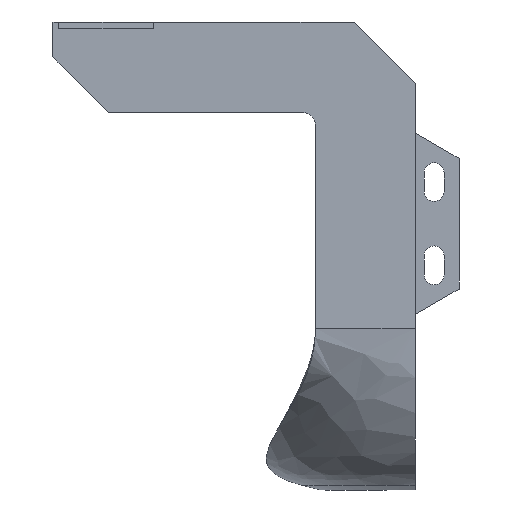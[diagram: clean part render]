
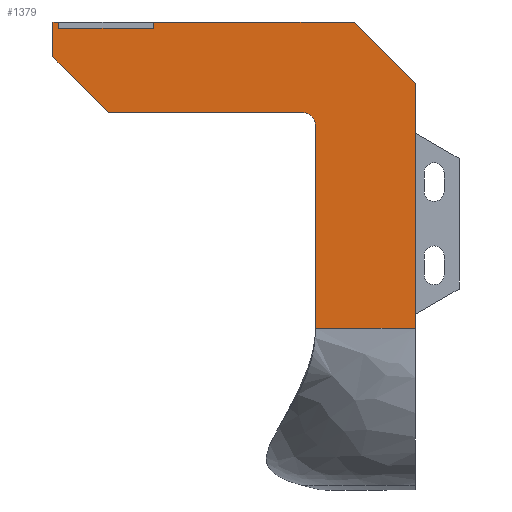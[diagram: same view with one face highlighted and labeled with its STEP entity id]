
A CAD part, left-side view. The second image highlights one B-rep face of the part: STEP entity #1379.
In plain terms, the highlighted planar face has unit normal (-1, 0, 0).
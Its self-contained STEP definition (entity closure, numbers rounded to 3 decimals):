
#67=CIRCLE('',#1459,2.);
#197=ORIENTED_EDGE('',*,*,#595,.F.);
#198=ORIENTED_EDGE('',*,*,#567,.T.);
#199=ORIENTED_EDGE('',*,*,#590,.T.);
#200=ORIENTED_EDGE('',*,*,#576,.F.);
#201=ORIENTED_EDGE('',*,*,#600,.T.);
#202=ORIENTED_EDGE('',*,*,#563,.T.);
#203=ORIENTED_EDGE('',*,*,#601,.T.);
#204=ORIENTED_EDGE('',*,*,#602,.T.);
#205=ORIENTED_EDGE('',*,*,#570,.F.);
#206=ORIENTED_EDGE('',*,*,#550,.F.);
#207=ORIENTED_EDGE('',*,*,#603,.T.);
#208=ORIENTED_EDGE('',*,*,#604,.F.);
#209=ORIENTED_EDGE('',*,*,#541,.F.);
#541=EDGE_CURVE('',#747,#748,#878,.T.);
#550=EDGE_CURVE('',#756,#757,#67,.T.);
#563=EDGE_CURVE('',#767,#766,#890,.T.);
#567=EDGE_CURVE('',#771,#770,#894,.T.);
#570=EDGE_CURVE('',#757,#773,#897,.T.);
#576=EDGE_CURVE('',#778,#779,#903,.T.);
#590=EDGE_CURVE('',#770,#779,#917,.T.);
#595=EDGE_CURVE('',#771,#747,#922,.T.);
#600=EDGE_CURVE('',#778,#767,#927,.T.);
#601=EDGE_CURVE('',#766,#796,#928,.T.);
#602=EDGE_CURVE('',#796,#773,#929,.T.);
#603=EDGE_CURVE('',#756,#797,#930,.T.);
#604=EDGE_CURVE('',#748,#797,#931,.T.);
#747=VERTEX_POINT('',#1977);
#748=VERTEX_POINT('',#1979);
#756=VERTEX_POINT('',#2002);
#757=VERTEX_POINT('',#2004);
#766=VERTEX_POINT('',#2028);
#767=VERTEX_POINT('',#2030);
#770=VERTEX_POINT('',#2036);
#771=VERTEX_POINT('',#2038);
#773=VERTEX_POINT('',#2044);
#778=VERTEX_POINT('',#2055);
#779=VERTEX_POINT('',#2057);
#796=VERTEX_POINT('',#2106);
#797=VERTEX_POINT('',#2109);
#878=LINE('',#1978,#1027);
#890=LINE('',#2029,#1039);
#894=LINE('',#2037,#1043);
#897=LINE('',#2043,#1046);
#903=LINE('',#2056,#1052);
#917=LINE('',#2084,#1066);
#922=LINE('',#2093,#1071);
#927=LINE('',#2104,#1076);
#928=LINE('',#2105,#1077);
#929=LINE('',#2107,#1078);
#930=LINE('',#2108,#1079);
#931=LINE('',#2110,#1080);
#1027=VECTOR('',#1598,1000.);
#1039=VECTOR('',#1634,1000.);
#1043=VECTOR('',#1638,1000.);
#1046=VECTOR('',#1643,1000.);
#1052=VECTOR('',#1651,1000.);
#1066=VECTOR('',#1671,1000.);
#1071=VECTOR('',#1680,1000.);
#1076=VECTOR('',#1689,1000.);
#1077=VECTOR('',#1690,1000.);
#1078=VECTOR('',#1691,1000.);
#1079=VECTOR('',#1692,1000.);
#1080=VECTOR('',#1693,1000.);
#1165=EDGE_LOOP('',(#197,#198,#199,#200,#201,#202,#203,#204,#205,#206,#207,
#208,#209));
#1248=FACE_BOUND('',#1165,.T.);
#1327=PLANE('',#1477);
#1379=ADVANCED_FACE('',(#1248),#1327,.T.);
#1459=AXIS2_PLACEMENT_3D('',#2003,#1608,#1609);
#1477=AXIS2_PLACEMENT_3D('',#2103,#1687,#1688);
#1598=DIRECTION('',(0.,0.,-1.));
#1608=DIRECTION('',(-1.,0.,0.));
#1609=DIRECTION('',(0.,-1.,0.));
#1634=DIRECTION('',(0.,1.,0.));
#1638=DIRECTION('',(0.,1.,0.));
#1643=DIRECTION('',(0.,1.,0.));
#1651=DIRECTION('',(0.,-1.,0.));
#1671=DIRECTION('',(0.,0.,-1.));
#1680=DIRECTION('',(0.,-0.707,-0.707));
#1687=DIRECTION('',(-1.,0.,0.));
#1688=DIRECTION('',(0.,-1.,0.));
#1689=DIRECTION('',(0.,0.,1.));
#1690=DIRECTION('',(0.,0.,-1.));
#1691=DIRECTION('',(0.,-0.707,-0.707));
#1692=DIRECTION('',(0.,0.,-1.));
#1693=DIRECTION('',(0.,1.,0.));
#1977=CARTESIAN_POINT('',(-31.,-22.,24.212));
#1978=CARTESIAN_POINT('',(-31.,-22.,24.212));
#1979=CARTESIAN_POINT('',(-31.,-22.,-15.));
#2002=CARTESIAN_POINT('',(-31.,-6.,17.498));
#2003=CARTESIAN_POINT('',(-31.,-4.,17.498));
#2004=CARTESIAN_POINT('',(-31.,-4.,19.498));
#2028=CARTESIAN_POINT('',(-31.,36.,34.));
#2029=CARTESIAN_POINT('',(-31.,35.1,34.));
#2030=CARTESIAN_POINT('',(-31.,35.1,34.));
#2036=CARTESIAN_POINT('',(-31.,19.9,34.));
#2037=CARTESIAN_POINT('',(-31.,-12.212,34.));
#2038=CARTESIAN_POINT('',(-31.,-12.212,34.));
#2043=CARTESIAN_POINT('',(-31.,-4.,19.498));
#2044=CARTESIAN_POINT('',(-31.,27.091,19.498));
#2055=CARTESIAN_POINT('',(-31.,35.1,33.));
#2056=CARTESIAN_POINT('',(-31.,34.,33.));
#2057=CARTESIAN_POINT('',(-31.,19.9,33.));
#2084=CARTESIAN_POINT('',(-31.,19.9,34.));
#2093=CARTESIAN_POINT('',(-31.,-13.212,33.));
#2103=CARTESIAN_POINT('',(-31.,-14.,1.499));
#2104=CARTESIAN_POINT('',(-31.,35.1,33.));
#2105=CARTESIAN_POINT('',(-31.,36.,1.499));
#2106=CARTESIAN_POINT('',(-31.,36.,28.407));
#2107=CARTESIAN_POINT('',(-31.,35.,27.407));
#2108=CARTESIAN_POINT('',(-31.,-6.,17.998));
#2109=CARTESIAN_POINT('',(-31.,-6.,-15.));
#2110=CARTESIAN_POINT('',(-31.,-22.,-15.));
